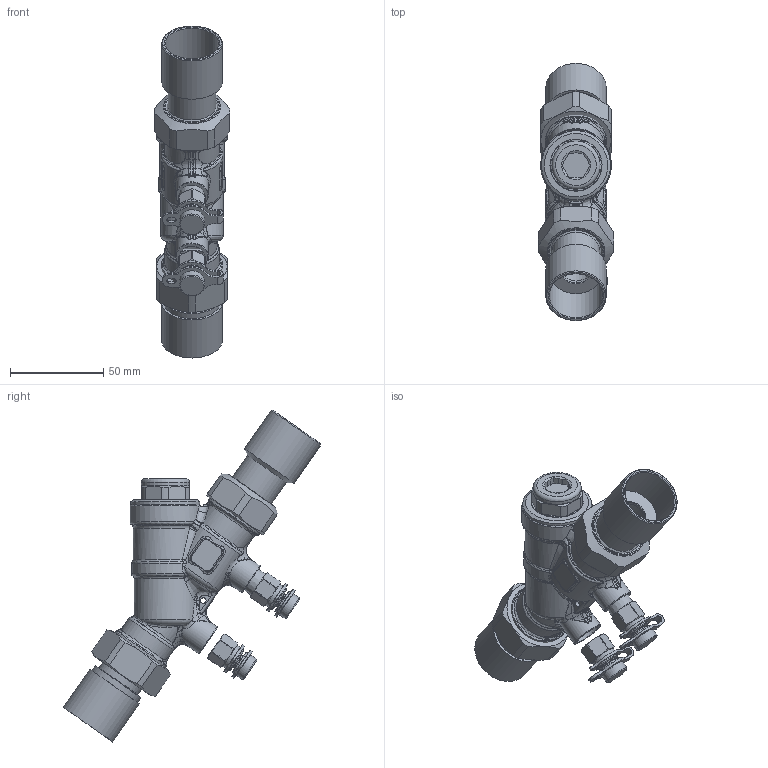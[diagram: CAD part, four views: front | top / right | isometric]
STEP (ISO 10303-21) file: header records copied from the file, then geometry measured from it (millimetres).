
FILE_DESCRIPTION(/* description */ (''),/* implementation_level */ '2;1');
FILE_NAME(/* name */ '128469AFC_Simplify_1.stp',/* time_stamp */ '2025-07-21T13:49:47-05:00',/* author */ ('ischreiner'),/* organization */ (''),/* preprocessor_version */ 'ST-DEVELOPER v20',/* originating_system */ 'Autodesk Inventor 2025',/* authorisation */ '');
FILE_SCHEMA (('AUTOMOTIVE_DESIGN { 1 0 10303 214 3 1 1 }'));
Length unit declared in the file: inch
Products named in the file (1): 128469AFC_Simplify_1
Bounding box: 40.63 x 138.12 x 177.99 mm (x, y, z)
Volume: 176876.3 mm3; surface area: 49603.1 mm2
Topology: 6 solids, 6 shells, 1134 faces, 2723 edges, 1614 vertices
Faces by surface type: bspline 709, cylinder 174, plane 125, cone 86, torus 36, sphere 4
Full cylindrical faces by diameter (mm): 3 x1, 8 x2, 11.5 x2, 12 x4, 12.2 x2, 13.5 x6, 13.9 x2, 15 x1, 17.5 x2, 20.066 x1, 20.1 x2, 20.6 x2, 22 x1, 25.4 x2, 25.5 x1, 25.8 x1, 26.924 x1, 28.4 x1, 28.7 x1, 28.702 x1, 29.5 x1, 29.972 x1, 30 x2, 30.3 x1, 30.302 x2, 32.5 x1, 32.512 x1, 33.1 x2, 37 x1
Entity records: 139504 total; most frequent: CARTESIAN_POINT 116377, ORIENTED_EDGE 5410, DIRECTION 3132, EDGE_CURVE 2705, VERTEX_POINT 1614, AXIS2_PLACEMENT_3D 1371, B_SPLINE_CURVE_WITH_KNOTS 1298, EDGE_LOOP 1185
